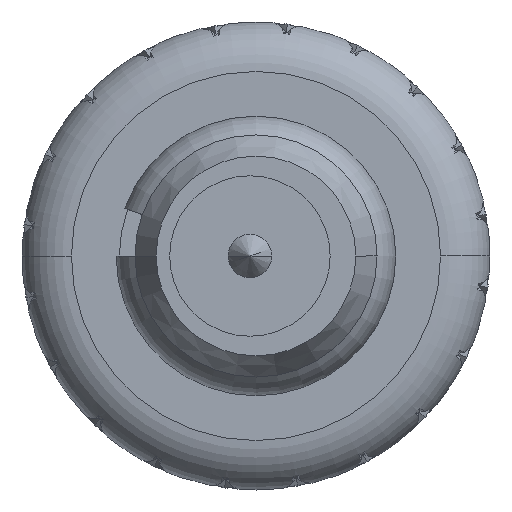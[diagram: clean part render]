
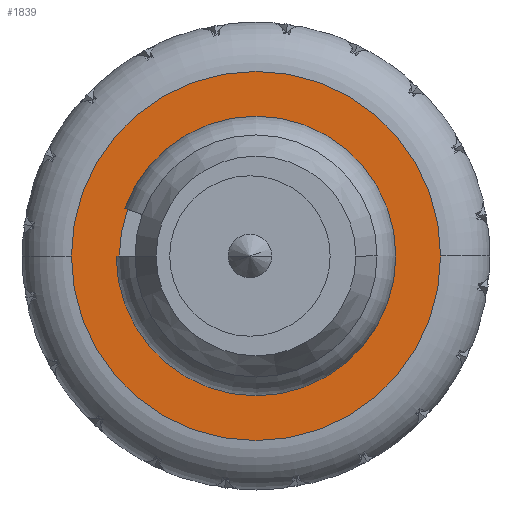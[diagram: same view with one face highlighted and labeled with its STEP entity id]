
A CAD part, left-side view. The second image highlights one B-rep face of the part: STEP entity #1839.
In plain terms, the highlighted planar face has unit normal (-1, 0, 0).
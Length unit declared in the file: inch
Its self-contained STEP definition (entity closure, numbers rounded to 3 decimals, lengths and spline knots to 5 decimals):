
#297 = EDGE_CURVE ( 'NONE', #33871, #1411, #18240, .T. ) ;
#1071 = DIRECTION ( 'NONE',  ( -1., 0., 0. ) ) ;
#1363 = CARTESIAN_POINT ( 'NONE',  ( -0.10477, -0.00234, 0. ) ) ;
#1411 = VERTEX_POINT ( 'NONE', #19329 ) ;
#1839 = ADVANCED_FACE ( 'NONE', ( #17599, #12028 ), #26542, .T. ) ;
#2198 = DIRECTION ( 'NONE',  ( 1., 0., 0. ) ) ;
#5141 = DIRECTION ( 'NONE',  ( 1., 0., 0. ) ) ;
#5339 = CIRCLE ( 'NONE', #7708, 0.05274 ) ;
#5696 = DIRECTION ( 'NONE',  ( 1., 0., 0. ) ) ;
#5760 = AXIS2_PLACEMENT_3D ( 'NONE', #20657, #26261, #9327 ) ;
#7121 = ORIENTED_EDGE ( 'NONE', *, *, #33987, .T. ) ;
#7708 = AXIS2_PLACEMENT_3D ( 'NONE', #31168, #5696, #23179 ) ;
#9327 = DIRECTION ( 'NONE',  ( 0., 1., 0. ) ) ;
#12028 = FACE_OUTER_BOUND ( 'NONE', #31989, .T. ) ;
#16303 = EDGE_CURVE ( 'NONE', #16572, #24997, #29487, .T. ) ;
#16572 = VERTEX_POINT ( 'NONE', #18533 ) ;
#17572 = EDGE_LOOP ( 'NONE', ( #25840, #7121 ) ) ;
#17599 = FACE_BOUND ( 'NONE', #17572, .T. ) ;
#18240 = CIRCLE ( 'NONE', #5760, 0.05274 ) ;
#18533 = CARTESIAN_POINT ( 'NONE',  ( -0.10477, -0.07356, 0. ) ) ;
#19329 = CARTESIAN_POINT ( 'NONE',  ( -0.10477, -0.05508, 0. ) ) ;
#20638 = ORIENTED_EDGE ( 'NONE', *, *, #21270, .F. ) ;
#20657 = CARTESIAN_POINT ( 'NONE',  ( -0.10477, -0.00234, 0. ) ) ;
#20868 = DIRECTION ( 'NONE',  ( 0., 1., 0. ) ) ;
#21198 = CARTESIAN_POINT ( 'NONE',  ( -0.10477, 0.0504, 0. ) ) ;
#21264 = CARTESIAN_POINT ( 'NONE',  ( -0.10477, 0.06888, 0. ) ) ;
#21270 = EDGE_CURVE ( 'NONE', #24997, #16572, #25447, .T. ) ;
#22991 = DIRECTION ( 'NONE',  ( 0., -1., 0. ) ) ;
#23179 = DIRECTION ( 'NONE',  ( 0., 1., 0. ) ) ;
#24997 = VERTEX_POINT ( 'NONE', #21264 ) ;
#25447 = CIRCLE ( 'NONE', #28985, 0.07122 ) ;
#25840 = ORIENTED_EDGE ( 'NONE', *, *, #297, .T. ) ;
#25956 = AXIS2_PLACEMENT_3D ( 'NONE', #1363, #2198, #20868 ) ;
#26261 = DIRECTION ( 'NONE',  ( 1., 0., 0. ) ) ;
#26542 = PLANE ( 'NONE',  #36074 ) ;
#27469 = DIRECTION ( 'NONE',  ( 0., 1., 0. ) ) ;
#28753 = CARTESIAN_POINT ( 'NONE',  ( -0.10477, 0.0504, 0. ) ) ;
#28985 = AXIS2_PLACEMENT_3D ( 'NONE', #36237, #5141, #27469 ) ;
#29487 = CIRCLE ( 'NONE', #25956, 0.07122 ) ;
#31168 = CARTESIAN_POINT ( 'NONE',  ( -0.10477, -0.00234, 0. ) ) ;
#31989 = EDGE_LOOP ( 'NONE', ( #20638, #35189 ) ) ;
#33871 = VERTEX_POINT ( 'NONE', #21198 ) ;
#33987 = EDGE_CURVE ( 'NONE', #1411, #33871, #5339, .T. ) ;
#35189 = ORIENTED_EDGE ( 'NONE', *, *, #16303, .F. ) ;
#36074 = AXIS2_PLACEMENT_3D ( 'NONE', #28753, #1071, #22991 ) ;
#36237 = CARTESIAN_POINT ( 'NONE',  ( -0.10477, -0.00234, 0. ) ) ;
